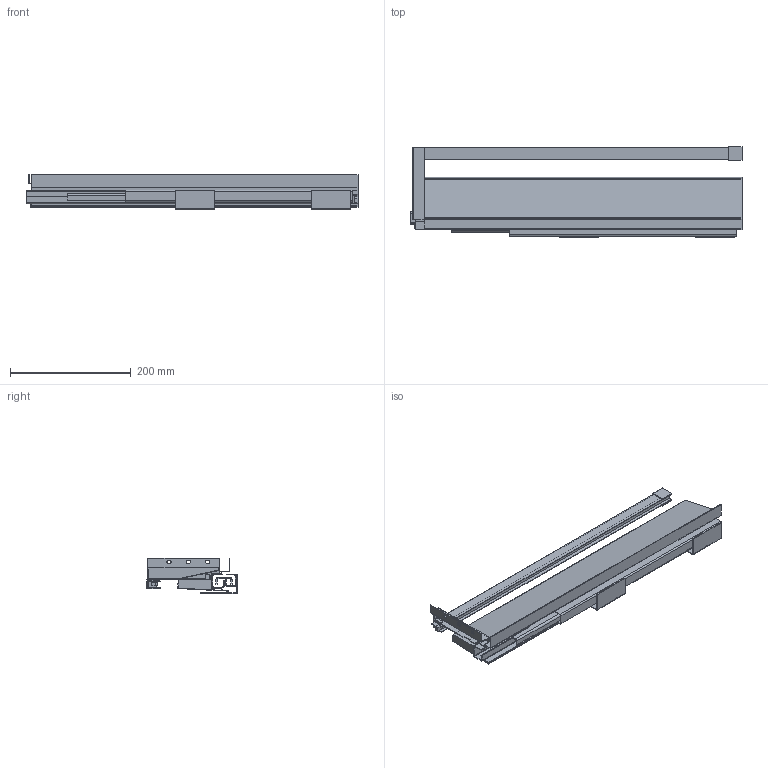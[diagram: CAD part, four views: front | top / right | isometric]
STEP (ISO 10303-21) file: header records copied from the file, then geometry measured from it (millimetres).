
FILE_DESCRIPTION (( 'STEP AP214' ), '1' );
FILE_NAME ('F004610,F004616-CLOSED_RIGHT_3D.step', '2022-06-06T11:56:45', ( '' ), ( '' ), 'SwSTEP 2.0', 'SolidWorks 2020', '' );
FILE_SCHEMA (( 'AUTOMOTIVE_DESIGN' ));
Length unit declared in the file: millimetre
Products named in the file (11): F004610,F004616-CLOSED_RIGHT_3D; ND30-550-VNEJSI PRAVY; ND30-VYSUV-550-CLOSED_RIGHT; ND30-drzak zad-H137-PRAVY; Reling SQUARE-sestava-550-PRAVY; ND30-550-VNITRNI PRAVY; ND30-Reling-SQUARE-550-bez drzaku; Riex ND30 Bocnice-550-H86-PRAVA; ND30-550-STREDNI PRAVY; ND30-boènice sestava H137-1xSQUARE reling-550-PRAVA; Koncovka ND30-SQUARE reling-RIGHT
Assembly tree (10 placements, depth 4):
  F004610,F004616-CLOSED_RIGHT_3D
    ND30-VYSUV-550-CLOSED_RIGHT
      ND30-550-VNEJSI PRAVY
      ND30-550-STREDNI PRAVY
      ND30-550-VNITRNI PRAVY
    ND30-boènice sestava H137-1xSQUARE reling-550-PRAVA
      Riex ND30 Bocnice-550-H86-PRAVA
      ND30-drzak zad-H137-PRAVY
      Reling SQUARE-sestava-550-PRAVY
        ND30-Reling-SQUARE-550-bez drzaku
        Koncovka ND30-SQUARE reling-RIGHT
Bounding box: 549 x 149.75 x 58.5 mm (x, y, z)
Volume: 376841 mm3; surface area: 597064.2 mm2
Topology: 15 solids, 15 shells, 369 faces, 966 edges, 627 vertices
Faces by surface type: plane 218, cylinder 103, cone 48
Entity records: 11887 total; most frequent: DIRECTION 1991, CARTESIAN_POINT 1978, ORIENTED_EDGE 1932, EDGE_CURVE 966, LINE 711, VECTOR 711, AXIS2_PLACEMENT_3D 640, VERTEX_POINT 627
